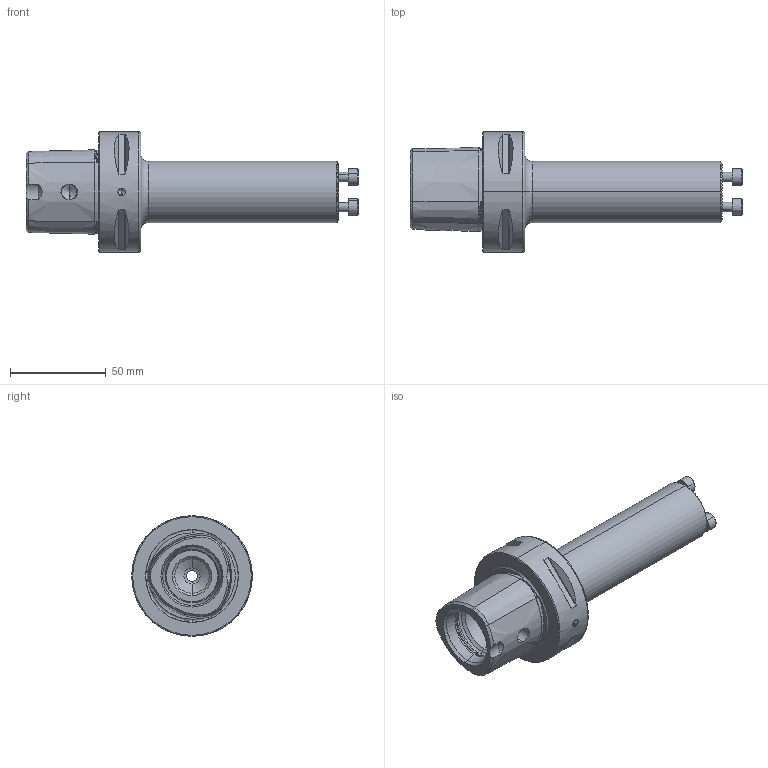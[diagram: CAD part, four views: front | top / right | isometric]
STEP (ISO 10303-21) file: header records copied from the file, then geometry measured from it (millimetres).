
FILE_DESCRIPTION (( 'STEP AP214' ), '1' );
FILE_NAME ('PS6.WK2.032.160.STEP', '2020-09-16T13:05:54', ( '' ), ( '' ), 'SwSTEP 2.0', 'SolidWorks 2017', '' );
FILE_SCHEMA (( 'AUTOMOTIVE_DESIGN' ));
Length unit declared in the file: millimetre
Products named in the file (4): PS6-WK2.032.160_B; PS6.WK2.032.160; ISO 4762 - M5 x 14; DIN 3771 - 6x1
Assembly tree (5 placements, depth 2):
  PS6.WK2.032.160
    PS6-WK2.032.160_B
    ISO 4762 - M5 x 14  x3
    DIN 3771 - 6x1
Bounding box: 173.4 x 63 x 63 mm (x, y, z)
Volume: 174651.4 mm3; surface area: 35126.4 mm2
Topology: 5 solids, 5 shells, 424 faces, 1095 edges, 677 vertices
Faces by surface type: plane 198, cylinder 99, cone 79, torus 48
Entity records: 13080 total; most frequent: CARTESIAN_POINT 4140, ORIENTED_EDGE 1930, DIRECTION 1676, EDGE_CURVE 965, AXIS2_PLACEMENT_3D 673, VERTEX_POINT 611, EDGE_LOOP 386, FACE_OUTER_BOUND 370
